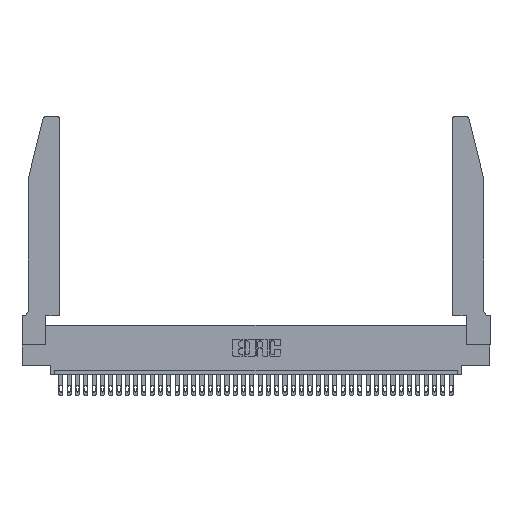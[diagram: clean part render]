
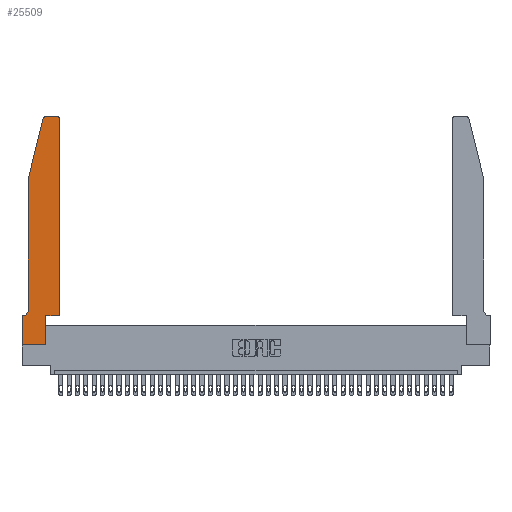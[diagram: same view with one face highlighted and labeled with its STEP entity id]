
A CAD part, top view. The second image highlights one B-rep face of the part: STEP entity #25509.
In plain terms, the highlighted planar face has unit normal (0, 0, 1).
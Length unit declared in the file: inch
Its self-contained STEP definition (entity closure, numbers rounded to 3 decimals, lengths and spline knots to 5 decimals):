
#163 = CIRCLE ( 'NONE', #272, 0.07 ) ;
#240 = VECTOR ( 'NONE', #26448, 39.37008 ) ;
#272 = AXIS2_PLACEMENT_3D ( 'NONE', #25491, #29328, #1117 ) ;
#457 = CARTESIAN_POINT ( 'NONE',  ( 0.0055, 0.35, 0.37 ) ) ;
#1117 = DIRECTION ( 'NONE',  ( -1., 0., 0. ) ) ;
#1259 = LINE ( 'NONE', #10933, #34726 ) ;
#1327 = CARTESIAN_POINT ( 'NONE',  ( 0.284, 2.75, 0.37 ) ) ;
#1391 = EDGE_CURVE ( 'NONE', #19654, #38951, #22190, .T. ) ;
#2167 = VERTEX_POINT ( 'NONE', #1327 ) ;
#2392 = CARTESIAN_POINT ( 'NONE',  ( 0., 0.35, 0.37 ) ) ;
#3111 = EDGE_CURVE ( 'NONE', #38951, #25499, #163, .T. ) ;
#3325 = FACE_OUTER_BOUND ( 'NONE', #37928, .T. ) ;
#3527 = CIRCLE ( 'NONE', #32348, 0.03 ) ;
#3909 = CIRCLE ( 'NONE', #24453, 0.03 ) ;
#3910 = LINE ( 'NONE', #5966, #33964 ) ;
#4246 = VECTOR ( 'NONE', #33216, 39.37008 ) ;
#4835 = CARTESIAN_POINT ( 'NONE',  ( 0.2865, 0., 0.37 ) ) ;
#5139 = DIRECTION ( 'NONE',  ( 0., 1., 0. ) ) ;
#5364 = CARTESIAN_POINT ( 'NONE',  ( 0.25487, 2.72718, 0.37 ) ) ;
#5846 = DIRECTION ( 'NONE',  ( 1., 0., 0. ) ) ;
#5966 = CARTESIAN_POINT ( 'NONE',  ( 0., 0., 0.37 ) ) ;
#5994 = VERTEX_POINT ( 'NONE', #12696 ) ;
#6235 = CARTESIAN_POINT ( 'NONE',  ( 0.2605, 2.75, 0.37 ) ) ;
#6557 = CARTESIAN_POINT ( 'NONE',  ( 0.0755, 0.35, 0.37 ) ) ;
#7883 = CARTESIAN_POINT ( 'NONE',  ( 0., 0., 0.37 ) ) ;
#10014 = DIRECTION ( 'NONE',  ( 0., 0., 1. ) ) ;
#10933 = CARTESIAN_POINT ( 'NONE',  ( 0.4505, 0.35, 0.37 ) ) ;
#12022 = EDGE_CURVE ( 'NONE', #34190, #19654, #22557, .T. ) ;
#12202 = DIRECTION ( 'NONE',  ( -1., 0., 0. ) ) ;
#12460 = VERTEX_POINT ( 'NONE', #27338 ) ;
#12550 = ORIENTED_EDGE ( 'NONE', *, *, #24528, .T. ) ;
#12609 = ORIENTED_EDGE ( 'NONE', *, *, #20328, .T. ) ;
#12696 = CARTESIAN_POINT ( 'NONE',  ( 0.4205, 2.75, 0.37 ) ) ;
#12816 = EDGE_CURVE ( 'NONE', #28408, #39965, #34181, .T. ) ;
#13169 = CARTESIAN_POINT ( 'NONE',  ( 0.0755, 2., 0.37 ) ) ;
#13307 = ORIENTED_EDGE ( 'NONE', *, *, #34725, .T. ) ;
#13382 = CARTESIAN_POINT ( 'NONE',  ( 0.284, 2.72, 0.37 ) ) ;
#13721 = AXIS2_PLACEMENT_3D ( 'NONE', #2392, #24280, #21314 ) ;
#14773 = VECTOR ( 'NONE', #5139, 39.37008 ) ;
#15524 = VERTEX_POINT ( 'NONE', #21467 ) ;
#15676 = EDGE_CURVE ( 'NONE', #2167, #34190, #3909, .T. ) ;
#15767 = DIRECTION ( 'NONE',  ( -1., 0., 0. ) ) ;
#15934 = ORIENTED_EDGE ( 'NONE', *, *, #3111, .T. ) ;
#16966 = DIRECTION ( 'NONE',  ( 0., -1., 0. ) ) ;
#17224 = VERTEX_POINT ( 'NONE', #22376 ) ;
#17729 = DIRECTION ( 'NONE',  ( 1., 0., 0. ) ) ;
#18517 = ORIENTED_EDGE ( 'NONE', *, *, #26220, .T. ) ;
#18540 = CARTESIAN_POINT ( 'NONE',  ( 0.2865, 0.35, 0.37 ) ) ;
#19654 = VERTEX_POINT ( 'NONE', #29285 ) ;
#20226 = LINE ( 'NONE', #6557, #27038 ) ;
#20328 = EDGE_CURVE ( 'NONE', #15524, #5994, #3527, .T. ) ;
#20968 = DIRECTION ( 'NONE',  ( 0., 0., 1. ) ) ;
#21314 = DIRECTION ( 'NONE',  ( 1., 0., 0. ) ) ;
#21467 = CARTESIAN_POINT ( 'NONE',  ( 0.4505, 2.72, 0.37 ) ) ;
#21605 = ORIENTED_EDGE ( 'NONE', *, *, #26990, .T. ) ;
#22190 = LINE ( 'NONE', #13169, #29541 ) ;
#22376 = CARTESIAN_POINT ( 'NONE',  ( 0., 0.35, 0.37 ) ) ;
#22557 = LINE ( 'NONE', #32421, #240 ) ;
#22621 = ORIENTED_EDGE ( 'NONE', *, *, #12816, .T. ) ;
#22992 = CARTESIAN_POINT ( 'NONE',  ( 0.4205, 2.72, 0.37 ) ) ;
#23189 = CARTESIAN_POINT ( 'NONE',  ( 0.2865, 0.35, 0.37 ) ) ;
#23555 = LINE ( 'NONE', #6235, #38105 ) ;
#24280 = DIRECTION ( 'NONE',  ( 0., 0., 1. ) ) ;
#24453 = AXIS2_PLACEMENT_3D ( 'NONE', #13382, #10014, #5846 ) ;
#24528 = EDGE_CURVE ( 'NONE', #12460, #28408, #3910, .T. ) ;
#25019 = LINE ( 'NONE', #39169, #4246 ) ;
#25297 = ORIENTED_EDGE ( 'NONE', *, *, #1391, .T. ) ;
#25491 = CARTESIAN_POINT ( 'NONE',  ( 0.0055, 0.42, 0.37 ) ) ;
#25499 = VERTEX_POINT ( 'NONE', #457 ) ;
#25509 = ADVANCED_FACE ( 'NONE', ( #3325 ), #33542, .T. ) ;
#26220 = EDGE_CURVE ( 'NONE', #25499, #17224, #20226, .T. ) ;
#26448 = DIRECTION ( 'NONE',  ( -0.239, -0.971, 0. ) ) ;
#26990 = EDGE_CURVE ( 'NONE', #5994, #2167, #23555, .T. ) ;
#27038 = VECTOR ( 'NONE', #15767, 39.37008 ) ;
#27338 = CARTESIAN_POINT ( 'NONE',  ( 0., 0., 0.37 ) ) ;
#27518 = ORIENTED_EDGE ( 'NONE', *, *, #15676, .T. ) ;
#28408 = VERTEX_POINT ( 'NONE', #4835 ) ;
#28926 = DIRECTION ( 'NONE',  ( 0., -1., 0. ) ) ;
#29285 = CARTESIAN_POINT ( 'NONE',  ( 0.0755, 2., 0.37 ) ) ;
#29328 = DIRECTION ( 'NONE',  ( 0., 0., -1. ) ) ;
#29541 = VECTOR ( 'NONE', #28926, 39.37008 ) ;
#30088 = CARTESIAN_POINT ( 'NONE',  ( 0.4505, 0.35, 0.37 ) ) ;
#31906 = ORIENTED_EDGE ( 'NONE', *, *, #39052, .T. ) ;
#32185 = VERTEX_POINT ( 'NONE', #30088 ) ;
#32348 = AXIS2_PLACEMENT_3D ( 'NONE', #22992, #20968, #17729 ) ;
#32421 = CARTESIAN_POINT ( 'NONE',  ( 0.0755, 2., 0.37 ) ) ;
#32980 = LINE ( 'NONE', #7883, #34906 ) ;
#33216 = DIRECTION ( 'NONE',  ( 1., 0., 0. ) ) ;
#33542 = PLANE ( 'NONE',  #13721 ) ;
#33964 = VECTOR ( 'NONE', #36848, 39.37008 ) ;
#34181 = LINE ( 'NONE', #18540, #14773 ) ;
#34190 = VERTEX_POINT ( 'NONE', #5364 ) ;
#34725 = EDGE_CURVE ( 'NONE', #39965, #32185, #25019, .T. ) ;
#34726 = VECTOR ( 'NONE', #35339, 39.37008 ) ;
#34906 = VECTOR ( 'NONE', #16966, 39.37008 ) ;
#35339 = DIRECTION ( 'NONE',  ( 0., 1., 0. ) ) ;
#35359 = EDGE_CURVE ( 'NONE', #32185, #15524, #1259, .T. ) ;
#35422 = ORIENTED_EDGE ( 'NONE', *, *, #12022, .T. ) ;
#36848 = DIRECTION ( 'NONE',  ( 1., 0., 0. ) ) ;
#36913 = ORIENTED_EDGE ( 'NONE', *, *, #35359, .T. ) ;
#37928 = EDGE_LOOP ( 'NONE', ( #21605, #27518, #35422, #25297, #15934, #18517, #31906, #12550, #22621, #13307, #36913, #12609 ) ) ;
#38070 = CARTESIAN_POINT ( 'NONE',  ( 0.0755, 0.42, 0.37 ) ) ;
#38105 = VECTOR ( 'NONE', #12202, 39.37008 ) ;
#38951 = VERTEX_POINT ( 'NONE', #38070 ) ;
#39052 = EDGE_CURVE ( 'NONE', #17224, #12460, #32980, .T. ) ;
#39169 = CARTESIAN_POINT ( 'NONE',  ( 0.4505, 0.35, 0.37 ) ) ;
#39965 = VERTEX_POINT ( 'NONE', #23189 ) ;
